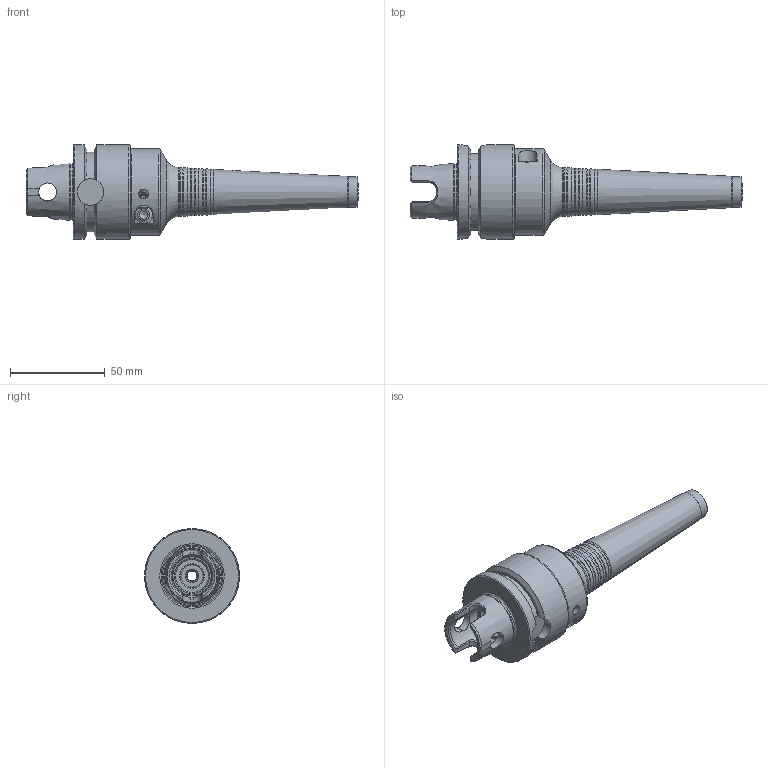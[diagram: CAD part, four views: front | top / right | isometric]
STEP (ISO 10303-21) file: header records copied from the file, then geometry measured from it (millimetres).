
FILE_DESCRIPTION((''),'2;1');
FILE_NAME('146021108150 UTS5040-PHC08SB-150-C-H-3D.stp','2023-02-06T16:56:48',('nttooll'),(''),'Autodesk Inventor 2012','Autodesk Inventor 2012','');
FILE_SCHEMA(('AUTOMOTIVE_DESIGN { 1 0 10303 214 1 1 1 1 }'));
Length unit declared in the file: millimetre
Products named in the file (1): 146021108150 UTS5040-PHC08SB-150-C-H-3D
Bounding box: 175 x 50 x 50 mm (x, y, z)
Volume: 118557 mm3; surface area: 25876.6 mm2
Topology: 1 solids, 1 shells, 184 faces, 446 edges, 272 vertices
Faces by surface type: cone 63, cylinder 48, plane 40, bspline 20, torus 13
Full cylindrical faces by diameter (mm): 2.309 x2, 4 x2, 4.1 x1, 4.619 x2, 5 x3, 5.2 x1, 6 x1, 8.4 x2, 9 x2, 9.5 x2, 12 x1, 14 x2, 16 x1, 17.2 x1, 18 x1, 21 x1, 29.5 x1, 45.8 x1, 50 x2
Entity records: 5607 total; most frequent: CARTESIAN_POINT 2028, DIRECTION 668, ORIENTED_EDGE 668, EDGE_CURVE 334, AXIS2_PLACEMENT_3D 310, EDGE_LOOP 289, VERTEX_POINT 251, FACE_OUTER_BOUND 184
